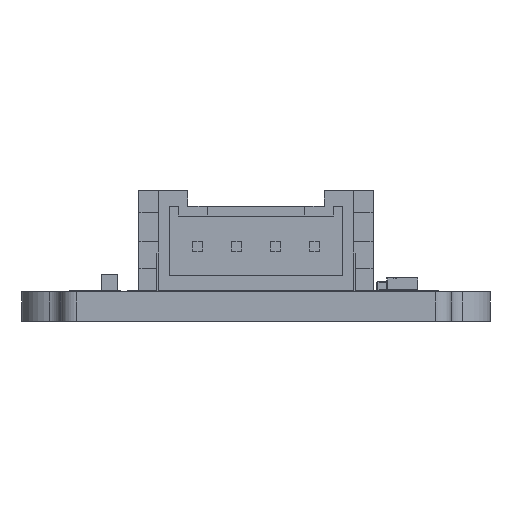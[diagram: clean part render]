
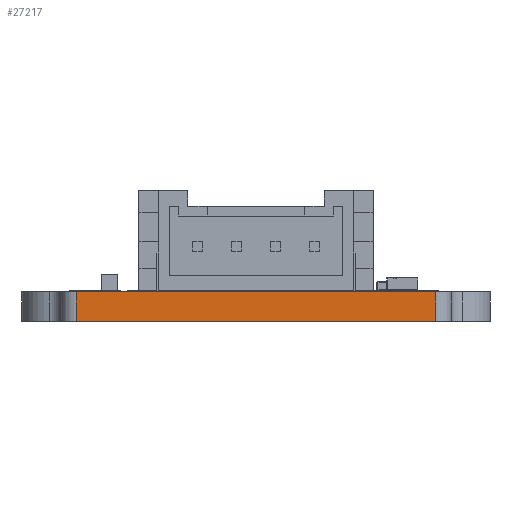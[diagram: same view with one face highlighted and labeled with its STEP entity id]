
A CAD part, left-side view. The second image highlights one B-rep face of the part: STEP entity #27217.
In plain terms, the highlighted planar face has unit normal (-1, 0, 0).
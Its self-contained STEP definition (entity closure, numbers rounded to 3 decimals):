
#26652 = VERTEX_POINT('',#26653);
#26653 = CARTESIAN_POINT('',(0.,-0.8,0.));
#26660 = EDGE_CURVE('',#26661,#26652,#26663,.T.);
#26661 = VERTEX_POINT('',#26662);
#26662 = CARTESIAN_POINT('',(0.,-19.2,0.));
#26663 = LINE('',#26664,#26665);
#26664 = CARTESIAN_POINT('',(0.,-19.2,0.));
#26665 = VECTOR('',#26666,1.);
#26666 = DIRECTION('',(0.,1.,0.));
#26908 = VERTEX_POINT('',#26909);
#26909 = CARTESIAN_POINT('',(0.,-0.8,1.51));
#26916 = EDGE_CURVE('',#26917,#26908,#26919,.T.);
#26917 = VERTEX_POINT('',#26918);
#26918 = CARTESIAN_POINT('',(0.,-19.2,1.51));
#26919 = LINE('',#26920,#26921);
#26920 = CARTESIAN_POINT('',(0.,-19.2,1.51));
#26921 = VECTOR('',#26922,1.);
#26922 = DIRECTION('',(0.,1.,0.));
#27187 = EDGE_CURVE('',#26652,#26908,#27188,.T.);
#27188 = LINE('',#27189,#27190);
#27189 = CARTESIAN_POINT('',(0.,-0.8,0.));
#27190 = VECTOR('',#27191,1.);
#27191 = DIRECTION('',(0.,0.,1.));
#27217 = ADVANCED_FACE('',(#27218),#27229,.T.);
#27218 = FACE_BOUND('',#27219,.T.);
#27219 = EDGE_LOOP('',(#27220,#27226,#27227,#27228));
#27220 = ORIENTED_EDGE('',*,*,#27221,.T.);
#27221 = EDGE_CURVE('',#26661,#26917,#27222,.T.);
#27222 = LINE('',#27223,#27224);
#27223 = CARTESIAN_POINT('',(0.,-19.2,0.));
#27224 = VECTOR('',#27225,1.);
#27225 = DIRECTION('',(0.,0.,1.));
#27226 = ORIENTED_EDGE('',*,*,#26916,.T.);
#27227 = ORIENTED_EDGE('',*,*,#27187,.F.);
#27228 = ORIENTED_EDGE('',*,*,#26660,.F.);
#27229 = PLANE('',#27230);
#27230 = AXIS2_PLACEMENT_3D('',#27231,#27232,#27233);
#27231 = CARTESIAN_POINT('',(0.,-19.2,0.));
#27232 = DIRECTION('',(-1.,0.,0.));
#27233 = DIRECTION('',(0.,1.,0.));
